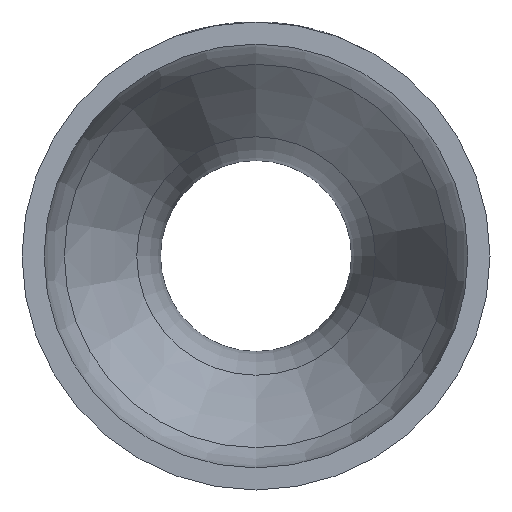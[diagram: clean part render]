
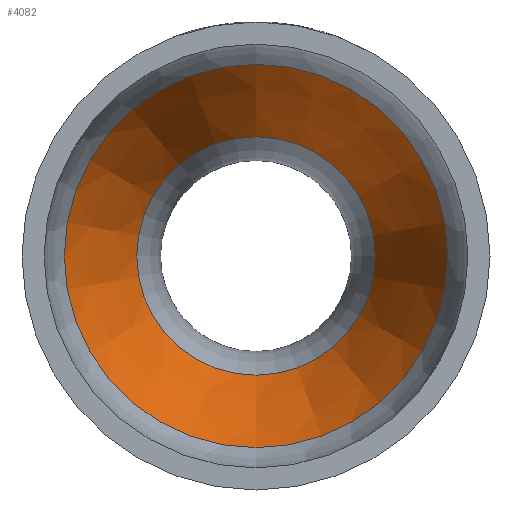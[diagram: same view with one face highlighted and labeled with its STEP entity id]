
A CAD part, front view. The second image highlights one B-rep face of the part: STEP entity #4082.
In plain terms, the highlighted conical face has half-angle 23.036 degrees and reference radius 17.366 mm.
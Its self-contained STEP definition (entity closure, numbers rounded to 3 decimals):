
#926 = ORIENTED_EDGE ( 'NONE', *, *, #5764, .T. ) ;
#1127 = DIRECTION ( 'NONE',  ( 0., -1., 0. ) ) ;
#1190 = FACE_OUTER_BOUND ( 'NONE', #3452, .T. ) ;
#2234 = VERTEX_POINT ( 'NONE', #8738 ) ;
#2967 = CARTESIAN_POINT ( 'NONE',  ( 0., 16.5, -17.366 ) ) ;
#3199 = CARTESIAN_POINT ( 'NONE',  ( 0., 31.935, 0. ) ) ;
#3370 = FACE_BOUND ( 'NONE', #8557, .T. ) ;
#3452 = EDGE_LOOP ( 'NONE', ( #926 ) ) ;
#3463 = ORIENTED_EDGE ( 'NONE', *, *, #10847, .F. ) ;
#3906 = AXIS2_PLACEMENT_3D ( 'NONE', #8571, #4445, #5176 ) ;
#4082 = ADVANCED_FACE ( 'NONE', ( #3370, #1190 ), #9063, .F. ) ;
#4445 = DIRECTION ( 'NONE',  ( 0., -1., 0. ) ) ;
#5176 = DIRECTION ( 'NONE',  ( 0., 0., -1. ) ) ;
#5764 = EDGE_CURVE ( 'NONE', #6866, #6866, #6634, .T. ) ;
#6634 = CIRCLE ( 'NONE', #3906, 17.366 ) ;
#6866 = VERTEX_POINT ( 'NONE', #2967 ) ;
#8557 = EDGE_LOOP ( 'NONE', ( #3463 ) ) ;
#8571 = CARTESIAN_POINT ( 'NONE',  ( 0., 16.5, 0. ) ) ;
#8738 = CARTESIAN_POINT ( 'NONE',  ( 0., 31.935, -10.803 ) ) ;
#8786 = CARTESIAN_POINT ( 'NONE',  ( 0., 16.5, 0. ) ) ;
#8940 = AXIS2_PLACEMENT_3D ( 'NONE', #8786, #1127, #10342 ) ;
#9045 = DIRECTION ( 'NONE',  ( 0., -1., 0. ) ) ;
#9063 = CONICAL_SURFACE ( 'NONE', #8940, 17.366, 0.402 ) ;
#9665 = CIRCLE ( 'NONE', #10270, 10.803 ) ;
#9941 = DIRECTION ( 'NONE',  ( 0., 0., -1. ) ) ;
#10270 = AXIS2_PLACEMENT_3D ( 'NONE', #3199, #9045, #9941 ) ;
#10342 = DIRECTION ( 'NONE',  ( 0., 0., -1. ) ) ;
#10847 = EDGE_CURVE ( 'NONE', #2234, #2234, #9665, .T. ) ;
